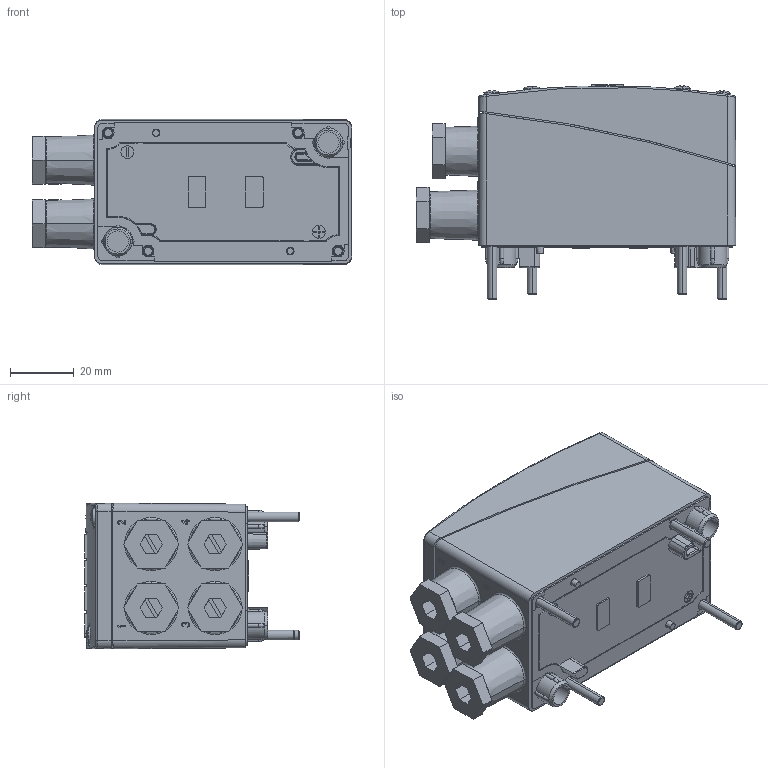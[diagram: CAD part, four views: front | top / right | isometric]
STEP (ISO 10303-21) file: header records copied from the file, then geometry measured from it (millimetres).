
FILE_DESCRIPTION((''),'2;1');
FILE_NAME('CAD-0390B_SCHRUMPF_ASM','2021-04-08T10:46:11',('creinig-se'),(''),'CREO PARAMETRIC BY PTC INC, 2019292','CREO PARAMETRIC BY PTC INC, 2019292','');
FILE_SCHEMA(('CONFIG_CONTROL_DESIGN','SHAPE_APPEARANCE_LAYERS_GROUPS'));
Length unit declared in the file: millimetre
Products named in the file (4): CAD-0390B_SW0001_TEILW; CAD-0390B_04A6P6D_AF0; CAD-0390B_DICHTUNG; CAD-0390B_SCHRUMPF_ASM
Assembly tree (3 placements, depth 2):
  CAD-0390B_SCHRUMPF_ASM
    CAD-0390B_SW0001_TEILW
    CAD-0390B_04A6P6D_AF0
    CAD-0390B_DICHTUNG
Bounding box: 100 x 67.22 x 45.58 mm (x, y, z)
Volume: 194196 mm3; surface area: 35596.2 mm2
Topology: 3 solids, 3 shells, 1180 faces, 3402 edges, 2322 vertices
Faces by surface type: plane 771, cylinder 253, bspline 51, torus 42, cone 38, sphere 19, extrusion 6
Entity records: 53640 total; most frequent: CARTESIAN_POINT 14753, ORIENTED_EDGE 6562, DIRECTION 5843, EDGE_CURVE 3281, VECTOR 2337, LINE 2331, VERTEX_POINT 2120, AXIS2_PLACEMENT_3D 1753
